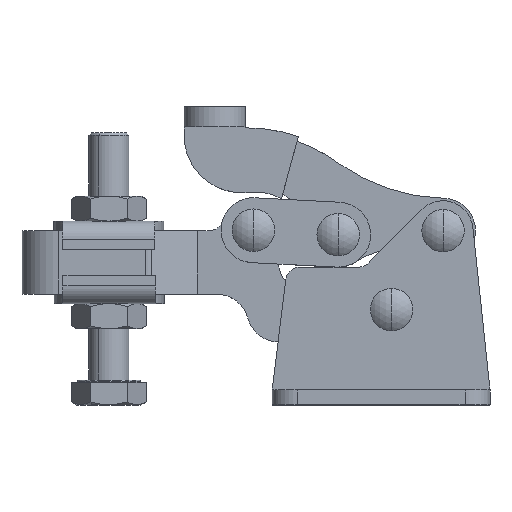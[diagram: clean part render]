
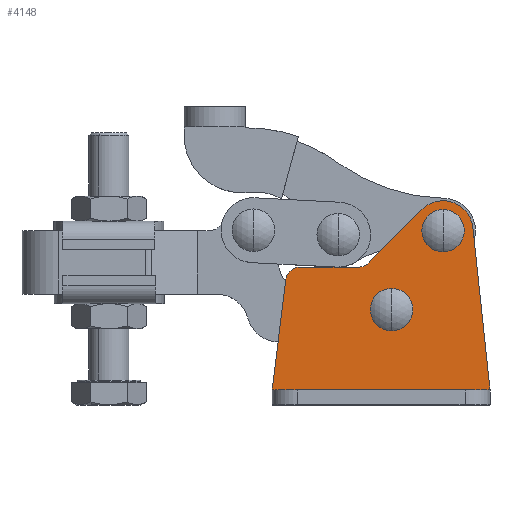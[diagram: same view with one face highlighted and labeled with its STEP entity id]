
A CAD part, top view. The second image highlights one B-rep face of the part: STEP entity #4148.
In plain terms, the highlighted planar face has unit normal (0, 0, 1).
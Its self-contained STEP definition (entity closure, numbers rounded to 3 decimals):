
#88 = ORIENTED_EDGE ( 'NONE', *, *, #1595, .T. ) ;
#138 = CARTESIAN_POINT ( 'NONE',  ( -26.354, 27.6, 3. ) ) ;
#185 = EDGE_CURVE ( 'NONE', #9810, #7447, #7100, .T. ) ;
#244 = VECTOR ( 'NONE', #4281, 1000. ) ;
#262 = VECTOR ( 'NONE', #8711, 1000. ) ;
#306 = CARTESIAN_POINT ( 'NONE',  ( 0., 3., 3. ) ) ;
#331 = CARTESIAN_POINT ( 'NONE',  ( -13.657, 39.128, 3. ) ) ;
#365 = VERTEX_POINT ( 'NONE', #7054 ) ;
#442 = DIRECTION ( 'NONE',  ( 0., 0., 1. ) ) ;
#566 = CARTESIAN_POINT ( 'NONE',  ( -19.7, 14.85, 3. ) ) ;
#730 = CARTESIAN_POINT ( 'NONE',  ( -3.433, 35.53, 3. ) ) ;
#995 = DIRECTION ( 'NONE',  ( 0., 0., 1. ) ) ;
#1197 = CARTESIAN_POINT ( 'NONE',  ( -26.354, 30.6, 3. ) ) ;
#1226 = DIRECTION ( 'NONE',  ( 1., 0., 0. ) ) ;
#1329 = ORIENTED_EDGE ( 'NONE', *, *, #3941, .T. ) ;
#1462 = PLANE ( 'NONE',  #5651 ) ;
#1478 = DIRECTION ( 'NONE',  ( 1., 0., 0. ) ) ;
#1595 = EDGE_CURVE ( 'NONE', #365, #7553, #14440, .T. ) ;
#1856 = CARTESIAN_POINT ( 'NONE',  ( -9.4, 34.9, 3. ) ) ;
#1929 = CARTESIAN_POINT ( 'NONE',  ( -9.4, 34.9, 3. ) ) ;
#2196 = DIRECTION ( 'NONE',  ( 1., 0., 0. ) ) ;
#2348 = DIRECTION ( 'NONE',  ( 1., 0., 0. ) ) ;
#2438 = EDGE_CURVE ( 'NONE', #7244, #4988, #11616, .T. ) ;
#2677 = VERTEX_POINT ( 'NONE', #730 ) ;
#2747 = ORIENTED_EDGE ( 'NONE', *, *, #9204, .T. ) ;
#2968 = DIRECTION ( 'NONE',  ( 1., 0., 0. ) ) ;
#3091 = CARTESIAN_POINT ( 'NONE',  ( -9.4, 34.9, 3. ) ) ;
#3226 = LINE ( 'NONE', #13176, #262 ) ;
#3365 = EDGE_LOOP ( 'NONE', ( #10368, #2747, #1329, #4871, #5970, #88, #5019, #9697 ) ) ;
#3530 = DIRECTION ( 'NONE',  ( 0., 0., 1. ) ) ;
#3557 = VECTOR ( 'NONE', #5318, 1000. ) ;
#3631 = DIRECTION ( 'NONE',  ( 0., 0., -1. ) ) ;
#3701 = CARTESIAN_POINT ( 'NONE',  ( -26.354, 27.6, 3. ) ) ;
#3941 = EDGE_CURVE ( 'NONE', #5902, #2677, #6314, .T. ) ;
#4148 = ADVANCED_FACE ( 'NONE', ( #13342, #13696, #7700 ), #1462, .T. ) ;
#4241 = AXIS2_PLACEMENT_3D ( 'NONE', #1856, #9867, #2968 ) ;
#4281 = DIRECTION ( 'NONE',  ( -0.105, 0.994, 0. ) ) ;
#4288 = CIRCLE ( 'NONE', #13881, 4.25 ) ;
#4430 = EDGE_CURVE ( 'NONE', #7447, #9810, #4288, .T. ) ;
#4482 = EDGE_CURVE ( 'NONE', #14098, #365, #7345, .T. ) ;
#4683 = DIRECTION ( 'NONE',  ( 0., 0., 1. ) ) ;
#4871 = ORIENTED_EDGE ( 'NONE', *, *, #8070, .T. ) ;
#4988 = VERTEX_POINT ( 'NONE', #13673 ) ;
#5019 = ORIENTED_EDGE ( 'NONE', *, *, #8564, .T. ) ;
#5135 = ORIENTED_EDGE ( 'NONE', *, *, #12618, .F. ) ;
#5318 = DIRECTION ( 'NONE',  ( -0.705, -0.71, 0. ) ) ;
#5651 = AXIS2_PLACEMENT_3D ( 'NONE', #1929, #7818, #1226 ) ;
#5813 = CARTESIAN_POINT ( 'NONE',  ( -9.4, 34.9, 3. ) ) ;
#5902 = VERTEX_POINT ( 'NONE', #306 ) ;
#5920 = LINE ( 'NONE', #3701, #11597 ) ;
#5970 = ORIENTED_EDGE ( 'NONE', *, *, #4482, .T. ) ;
#6152 = CIRCLE ( 'NONE', #14186, 3. ) ;
#6195 = ORIENTED_EDGE ( 'NONE', *, *, #185, .F. ) ;
#6314 = LINE ( 'NONE', #13312, #244 ) ;
#6640 = ORIENTED_EDGE ( 'NONE', *, *, #4430, .F. ) ;
#7054 = CARTESIAN_POINT ( 'NONE',  ( -24.225, 28.486, 3. ) ) ;
#7057 = VECTOR ( 'NONE', #9011, 1000. ) ;
#7100 = CIRCLE ( 'NONE', #11222, 4.25 ) ;
#7244 = VERTEX_POINT ( 'NONE', #566 ) ;
#7345 = LINE ( 'NONE', #8470, #3557 ) ;
#7358 = DIRECTION ( 'NONE',  ( 1., 0., 0. ) ) ;
#7447 = VERTEX_POINT ( 'NONE', #11271 ) ;
#7549 = VERTEX_POINT ( 'NONE', #9232 ) ;
#7553 = VERTEX_POINT ( 'NONE', #138 ) ;
#7700 = FACE_OUTER_BOUND ( 'NONE', #3365, .T. ) ;
#7818 = DIRECTION ( 'NONE',  ( 0., 0., 1. ) ) ;
#8070 = EDGE_CURVE ( 'NONE', #2677, #14098, #8778, .T. ) ;
#8220 = CARTESIAN_POINT ( 'NONE',  ( -9.4, 39.15, 3. ) ) ;
#8470 = CARTESIAN_POINT ( 'NONE',  ( -24.225, 28.486, 3. ) ) ;
#8564 = EDGE_CURVE ( 'NONE', #7553, #7549, #5920, .T. ) ;
#8711 = DIRECTION ( 'NONE',  ( 1., 0., 0. ) ) ;
#8778 = CIRCLE ( 'NONE', #4241, 6. ) ;
#8853 = CARTESIAN_POINT ( 'NONE',  ( -43.6, 3., 3. ) ) ;
#8874 = DIRECTION ( 'NONE',  ( 0., 0., 1. ) ) ;
#8924 = EDGE_CURVE ( 'NONE', #11879, #11895, #13065, .T. ) ;
#9011 = DIRECTION ( 'NONE',  ( -0.121, -0.993, 0. ) ) ;
#9204 = EDGE_CURVE ( 'NONE', #11895, #5902, #3226, .T. ) ;
#9232 = CARTESIAN_POINT ( 'NONE',  ( -37.94, 27.6, 3. ) ) ;
#9421 = EDGE_LOOP ( 'NONE', ( #5135, #12437 ) ) ;
#9552 = AXIS2_PLACEMENT_3D ( 'NONE', #11517, #4683, #12621 ) ;
#9697 = ORIENTED_EDGE ( 'NONE', *, *, #11549, .T. ) ;
#9810 = VERTEX_POINT ( 'NONE', #8220 ) ;
#9867 = DIRECTION ( 'NONE',  ( 0., 0., 1. ) ) ;
#10003 = AXIS2_PLACEMENT_3D ( 'NONE', #12276, #8874, #1478 ) ;
#10368 = ORIENTED_EDGE ( 'NONE', *, *, #8924, .T. ) ;
#10396 = CARTESIAN_POINT ( 'NONE',  ( -37.94, 24.6, 3. ) ) ;
#10551 = DIRECTION ( 'NONE',  ( -1., 0., 0. ) ) ;
#10619 = CIRCLE ( 'NONE', #9552, 4.25 ) ;
#11022 = CARTESIAN_POINT ( 'NONE',  ( -40.918, 24.964, 3. ) ) ;
#11222 = AXIS2_PLACEMENT_3D ( 'NONE', #3091, #995, #2196 ) ;
#11271 = CARTESIAN_POINT ( 'NONE',  ( -9.4, 30.65, 3. ) ) ;
#11301 = CARTESIAN_POINT ( 'NONE',  ( -40.918, 24.964, 3. ) ) ;
#11517 = CARTESIAN_POINT ( 'NONE',  ( -19.7, 19.1, 3. ) ) ;
#11539 = DIRECTION ( 'NONE',  ( 1., 0., 0. ) ) ;
#11549 = EDGE_CURVE ( 'NONE', #7549, #11879, #6152, .T. ) ;
#11597 = VECTOR ( 'NONE', #10551, 1000. ) ;
#11616 = CIRCLE ( 'NONE', #10003, 4.25 ) ;
#11879 = VERTEX_POINT ( 'NONE', #11022 ) ;
#11895 = VERTEX_POINT ( 'NONE', #8853 ) ;
#12276 = CARTESIAN_POINT ( 'NONE',  ( -19.7, 19.1, 3. ) ) ;
#12437 = ORIENTED_EDGE ( 'NONE', *, *, #2438, .F. ) ;
#12618 = EDGE_CURVE ( 'NONE', #4988, #7244, #10619, .T. ) ;
#12621 = DIRECTION ( 'NONE',  ( 1., 0., 0. ) ) ;
#13065 = LINE ( 'NONE', #11301, #7057 ) ;
#13176 = CARTESIAN_POINT ( 'NONE',  ( -9.4, 3., 3. ) ) ;
#13312 = CARTESIAN_POINT ( 'NONE',  ( 0., 3., 3. ) ) ;
#13342 = FACE_BOUND ( 'NONE', #13381, .T. ) ;
#13381 = EDGE_LOOP ( 'NONE', ( #6195, #6640 ) ) ;
#13673 = CARTESIAN_POINT ( 'NONE',  ( -19.7, 23.35, 3. ) ) ;
#13696 = FACE_BOUND ( 'NONE', #9421, .T. ) ;
#13760 = AXIS2_PLACEMENT_3D ( 'NONE', #1197, #3631, #7358 ) ;
#13881 = AXIS2_PLACEMENT_3D ( 'NONE', #5813, #442, #2348 ) ;
#14098 = VERTEX_POINT ( 'NONE', #331 ) ;
#14186 = AXIS2_PLACEMENT_3D ( 'NONE', #10396, #3530, #11539 ) ;
#14440 = CIRCLE ( 'NONE', #13760, 3. ) ;
